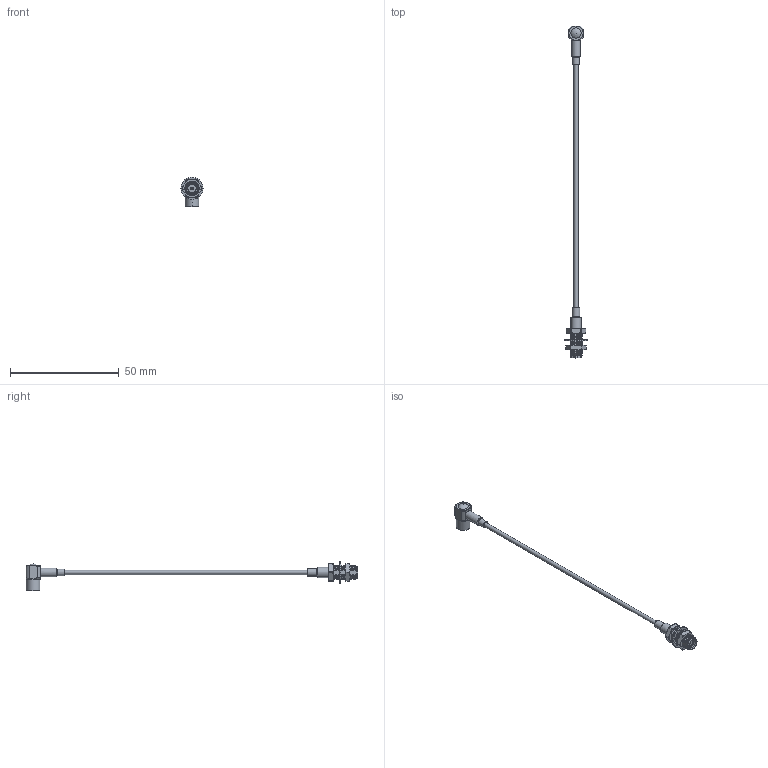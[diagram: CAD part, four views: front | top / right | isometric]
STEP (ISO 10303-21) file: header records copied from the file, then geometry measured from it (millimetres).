
FILE_DESCRIPTION(/* description */ ('Unknown'),/* implementation_level */ '2;1');
FILE_NAME(/* name */ '65503210415301',/* time_stamp */ '2020-01-17T15:17:13+01:00',/* author */ ('Unknown'),/* organization */ ('Unknown'),/* preprocessor_version */ 'ST-DEVELOPER v16.7',/* originating_system */ 'DEX',/* authorisation */ $);
FILE_SCHEMA (('AUTOMOTIVE_DESIGN {1 0 10303 214 3 1 1}'));
Length unit declared in the file: millimetre
Products named in the file (1): 65503210415301
Bounding box: 10.2 x 152.41 x 13.51 mm (x, y, z)
Volume: 2614.2 mm3; surface area: 5980.6 mm2
Topology: 7 solids, 7 shells, 5416 faces, 11628 edges, 6206 vertices
Faces by surface type: bspline 3666, cylinder 1142, plane 472, cone 90, torus 46
Full cylindrical faces by diameter (mm): 0.3 x2, 0.55 x2, 0.86 x2, 0.9 x2, 0.92 x2, 0.95 x2, 0.96 x2, 1.27 x4, 1.36 x2, 1.8 x2, 1.96 x2, 2 x4, 2.4 x2, 2.5 x2, 2.7 x2, 2.9 x2, 3 x4, 3.5 x2, 3.72 x2, 3.85 x2, 4 x2, 4.1 x2, 4.44 x2, 4.46 x1, 4.62 x2, 4.7 x2, 4.75 x2, 4.82 x2, 4.95 x2, 5.06 x1
Entity records: 327866 total; most frequent: CARTESIAN_POINT 215573, ORIENTED_EDGE 22880, EDGE_CURVE 11440, DIRECTION 6298, VERTEX_POINT 6140, FACE_BOUND 5644, EDGE_LOOP 5638, ADVANCED_FACE 5414
